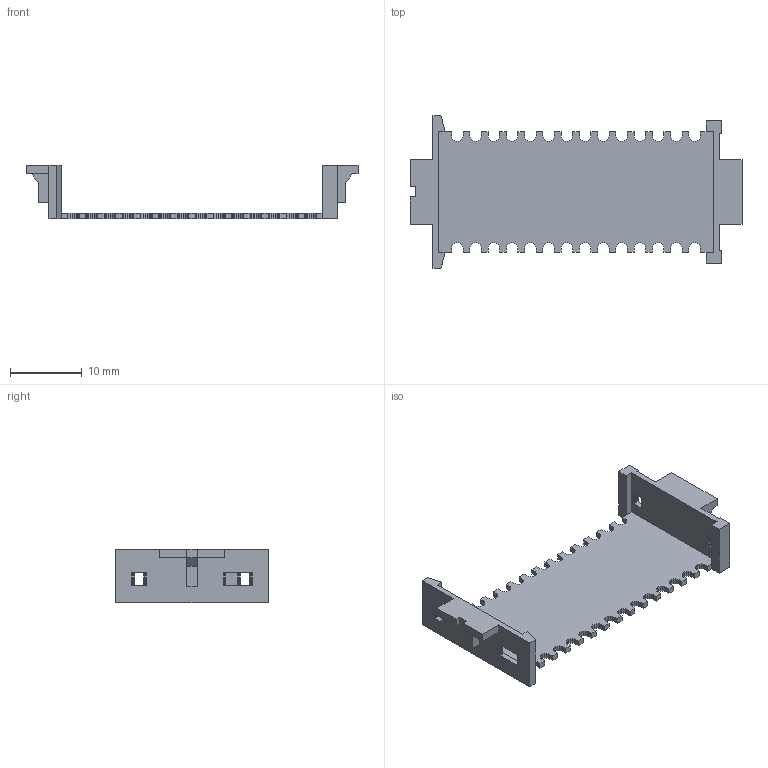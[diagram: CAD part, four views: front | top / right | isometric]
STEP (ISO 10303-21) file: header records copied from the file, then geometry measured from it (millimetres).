
FILE_DESCRIPTION(('FreeCAD Model'),'2;1');
FILE_NAME('pcb2molex8878_max.step','2020-02-06T04:35:51',('FreeCAD'),( 'FreeCAD'),'Open CASCADE STEP processor 7.3','FreeCAD','Unknown');
FILE_SCHEMA(('AUTOMOTIVE_DESIGN { 1 0 10303 214 1 1 1 1 }'));
Length unit declared in the file: millimetre
Products named in the file (1): Open CASCADE STEP translator 7.3 1
Bounding box: 46.2 x 21.2 x 7.48 mm (x, y, z)
Volume: 839.3 mm3; surface area: 2187.2 mm2
Topology: 1 solids, 1 shells, 502 faces, 1490 edges, 984 vertices
Faces by surface type: plane 502
Entity records: 34288 total; most frequent: CARTESIAN_POINT 7475, DIRECTION 3958, ORIENTED_EDGE 2980, PCURVE 2980, DEFINITIONAL_REPRESENTATION 2980, LINE 2952, VECTOR 2952, B_SPLINE_CURVE_WITH_KNOTS 1518
